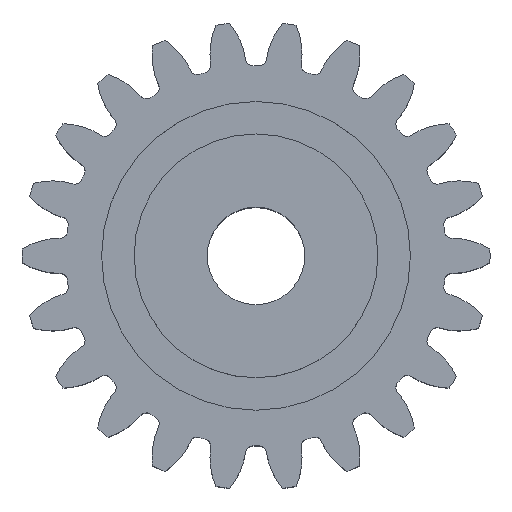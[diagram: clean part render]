
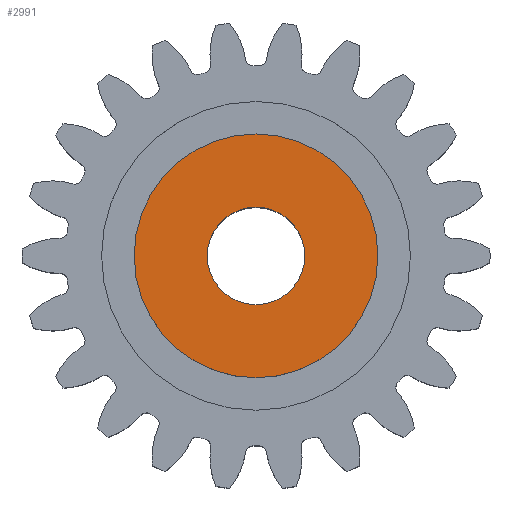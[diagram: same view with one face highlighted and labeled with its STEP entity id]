
A CAD part, top view. The second image highlights one B-rep face of the part: STEP entity #2991.
In plain terms, the highlighted planar face has unit normal (0, 0, 1).
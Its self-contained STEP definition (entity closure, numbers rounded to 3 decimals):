
#10 = AXIS2_PLACEMENT_3D ( 'NONE', #17, #16, #15 ) ;
#15 = DIRECTION ( 'NONE',  ( 1., 0., 0. ) ) ;
#16 = DIRECTION ( 'NONE',  ( 0., 0., 1. ) ) ;
#17 = CARTESIAN_POINT ( 'NONE',  ( 0., 0., 10. ) ) ;
#61 = PLANE ( 'NONE',  #10 ) ;
#71 = FACE_OUTER_BOUND ( 'NONE', #2990, .T. ) ;
#80 = FACE_BOUND ( 'NONE', #2943, .T. ) ;
#2371 = VERTEX_POINT ( 'NONE', #4501 ) ;
#2404 = VERTEX_POINT ( 'NONE', #4697 ) ;
#2405 = EDGE_CURVE ( 'NONE', #2404, #2437, #4694, .T. ) ;
#2409 = EDGE_CURVE ( 'NONE', #2371, #2410, #4682, .T. ) ;
#2410 = VERTEX_POINT ( 'NONE', #4707 ) ;
#2422 = EDGE_CURVE ( 'NONE', #2410, #2371, #4759, .T. ) ;
#2437 = VERTEX_POINT ( 'NONE', #4739 ) ;
#2757 = ORIENTED_EDGE ( 'NONE', *, *, #2758, .F. ) ;
#2758 = EDGE_CURVE ( 'NONE', #2437, #2404, #5378, .T. ) ;
#2761 = ORIENTED_EDGE ( 'NONE', *, *, #2422, .T. ) ;
#2943 = EDGE_LOOP ( 'NONE', ( #2757, #2989 ) ) ;
#2944 = ORIENTED_EDGE ( 'NONE', *, *, #2409, .T. ) ;
#2989 = ORIENTED_EDGE ( 'NONE', *, *, #2405, .F. ) ;
#2990 = EDGE_LOOP ( 'NONE', ( #2944, #2761 ) ) ;
#2991 = ADVANCED_FACE ( 'NONE', ( #80, #71 ), #61, .T. ) ;
#4501 = CARTESIAN_POINT ( 'NONE',  ( -7.5, 0., 10. ) ) ;
#4620 = DIRECTION ( 'NONE',  ( 1., 0., 0. ) ) ;
#4621 = DIRECTION ( 'NONE',  ( 0., 0., 1. ) ) ;
#4622 = AXIS2_PLACEMENT_3D ( 'NONE', #4669, #4621, #4620 ) ;
#4669 = CARTESIAN_POINT ( 'NONE',  ( 0., 0., 10. ) ) ;
#4672 = AXIS2_PLACEMENT_3D ( 'NONE', #4704, #4703, #4702 ) ;
#4682 = CIRCLE ( 'NONE', #4672, 7.5 ) ;
#4694 = CIRCLE ( 'NONE', #4622, 3. ) ;
#4697 = CARTESIAN_POINT ( 'NONE',  ( -3., 0., 10. ) ) ;
#4702 = DIRECTION ( 'NONE',  ( 1., 0., 0. ) ) ;
#4703 = DIRECTION ( 'NONE',  ( 0., 0., 1. ) ) ;
#4704 = CARTESIAN_POINT ( 'NONE',  ( 0., 0., 10. ) ) ;
#4707 = CARTESIAN_POINT ( 'NONE',  ( 7.5, 0., 10. ) ) ;
#4737 = CARTESIAN_POINT ( 'NONE',  ( 0., 0., 10. ) ) ;
#4739 = CARTESIAN_POINT ( 'NONE',  ( 3., 0., 10. ) ) ;
#4756 = DIRECTION ( 'NONE',  ( 1., 0., 0. ) ) ;
#4757 = DIRECTION ( 'NONE',  ( 0., 0., 1. ) ) ;
#4758 = AXIS2_PLACEMENT_3D ( 'NONE', #4737, #4757, #4756 ) ;
#4759 = CIRCLE ( 'NONE', #4758, 7.5 ) ;
#5377 = AXIS2_PLACEMENT_3D ( 'NONE', #5407, #5406, #5382 ) ;
#5378 = CIRCLE ( 'NONE', #5377, 3. ) ;
#5382 = DIRECTION ( 'NONE',  ( 1., 0., 0. ) ) ;
#5406 = DIRECTION ( 'NONE',  ( 0., 0., 1. ) ) ;
#5407 = CARTESIAN_POINT ( 'NONE',  ( 0., 0., 10. ) ) ;
